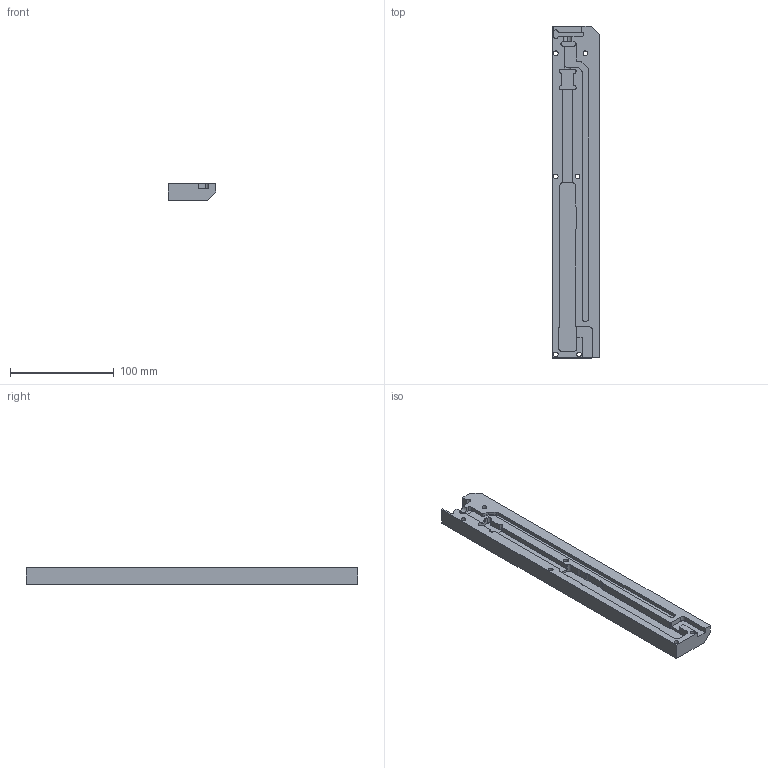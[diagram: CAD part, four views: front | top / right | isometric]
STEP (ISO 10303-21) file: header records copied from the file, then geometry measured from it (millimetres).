
FILE_DESCRIPTION (( 'STEP AP203' ), '1' );
FILE_NAME ('ID57-1412_Capot demi foureau _A.STEP', '2021-11-25T22:10:57', ( '' ), ( '' ), 'SwSTEP 2.0', 'SolidWorks 2018', '' );
FILE_SCHEMA (( 'CONFIG_CONTROL_DESIGN' ));
Length unit declared in the file: millimetre
Products named in the file (1): ID57-1412_Capot demi foureau _A
Bounding box: 46 x 320 x 16 mm (x, y, z)
Volume: 185963.7 mm3; surface area: 47238.9 mm2
Topology: 1 solids, 1 shells, 116 faces, 340 edges, 226 vertices
Faces by surface type: cylinder 63, plane 53
Entity records: 4014 total; most frequent: DIRECTION 703, CARTESIAN_POINT 700, ORIENTED_EDGE 680, EDGE_CURVE 340, AXIS2_PLACEMENT_3D 247, VERTEX_POINT 226, VECTOR 209, LINE 209
